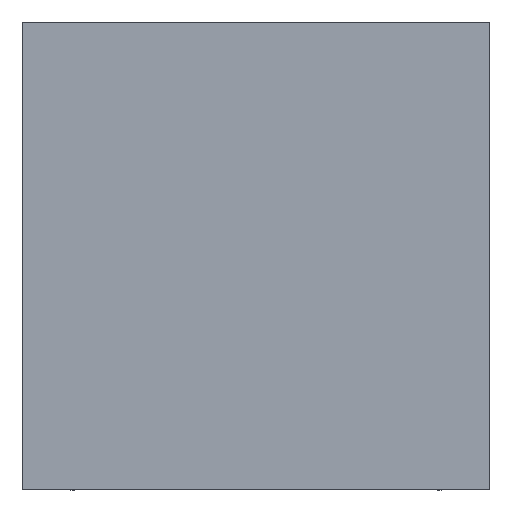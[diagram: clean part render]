
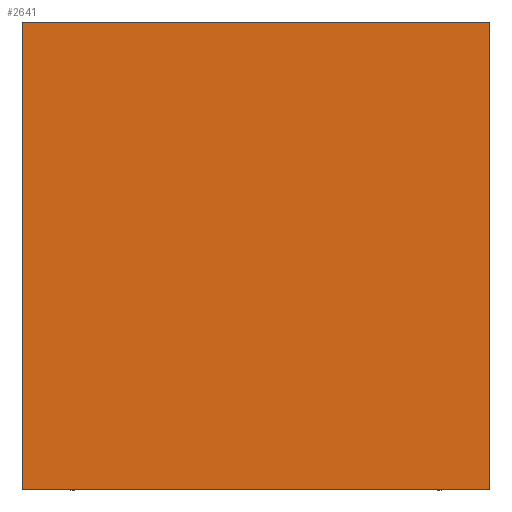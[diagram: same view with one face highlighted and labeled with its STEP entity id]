
A CAD part, top view. The second image highlights one B-rep face of the part: STEP entity #2641.
In plain terms, the highlighted planar face has unit normal (0, 0, 1).
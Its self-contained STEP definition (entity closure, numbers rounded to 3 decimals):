
#1631 = VERTEX_POINT('',#1632);
#1632 = CARTESIAN_POINT('',(-60.,-60.,3.5));
#1738 = VERTEX_POINT('',#1739);
#1739 = CARTESIAN_POINT('',(60.,-60.,3.5));
#1745 = EDGE_CURVE('',#1631,#1738,#1746,.T.);
#1746 = LINE('',#1747,#1748);
#1747 = CARTESIAN_POINT('',(-60.,-60.,3.5));
#1748 = VECTOR('',#1749,1.);
#1749 = DIRECTION('',(1.,0.,0.));
#2517 = VERTEX_POINT('',#2518);
#2518 = CARTESIAN_POINT('',(-60.,60.,3.5));
#2631 = EDGE_CURVE('',#2517,#1631,#2632,.T.);
#2632 = LINE('',#2633,#2634);
#2633 = CARTESIAN_POINT('',(-60.,60.,3.5));
#2634 = VECTOR('',#2635,1.);
#2635 = DIRECTION('',(0.,-1.,0.));
#2641 = ADVANCED_FACE('',(#2642),#2660,.T.);
#2642 = FACE_BOUND('',#2643,.T.);
#2643 = EDGE_LOOP('',(#2644,#2645,#2646,#2654));
#2644 = ORIENTED_EDGE('',*,*,#2631,.T.);
#2645 = ORIENTED_EDGE('',*,*,#1745,.T.);
#2646 = ORIENTED_EDGE('',*,*,#2647,.T.);
#2647 = EDGE_CURVE('',#1738,#2648,#2650,.T.);
#2648 = VERTEX_POINT('',#2649);
#2649 = CARTESIAN_POINT('',(60.,60.,3.5));
#2650 = LINE('',#2651,#2652);
#2651 = CARTESIAN_POINT('',(60.,-60.,3.5));
#2652 = VECTOR('',#2653,1.);
#2653 = DIRECTION('',(0.,1.,0.));
#2654 = ORIENTED_EDGE('',*,*,#2655,.T.);
#2655 = EDGE_CURVE('',#2648,#2517,#2656,.T.);
#2656 = LINE('',#2657,#2658);
#2657 = CARTESIAN_POINT('',(60.,60.,3.5));
#2658 = VECTOR('',#2659,1.);
#2659 = DIRECTION('',(-1.,0.,0.));
#2660 = PLANE('',#2661);
#2661 = AXIS2_PLACEMENT_3D('',#2662,#2663,#2664);
#2662 = CARTESIAN_POINT('',(0.,0.,3.5));
#2663 = DIRECTION('',(0.,0.,1.));
#2664 = DIRECTION('',(1.,0.,0.));
